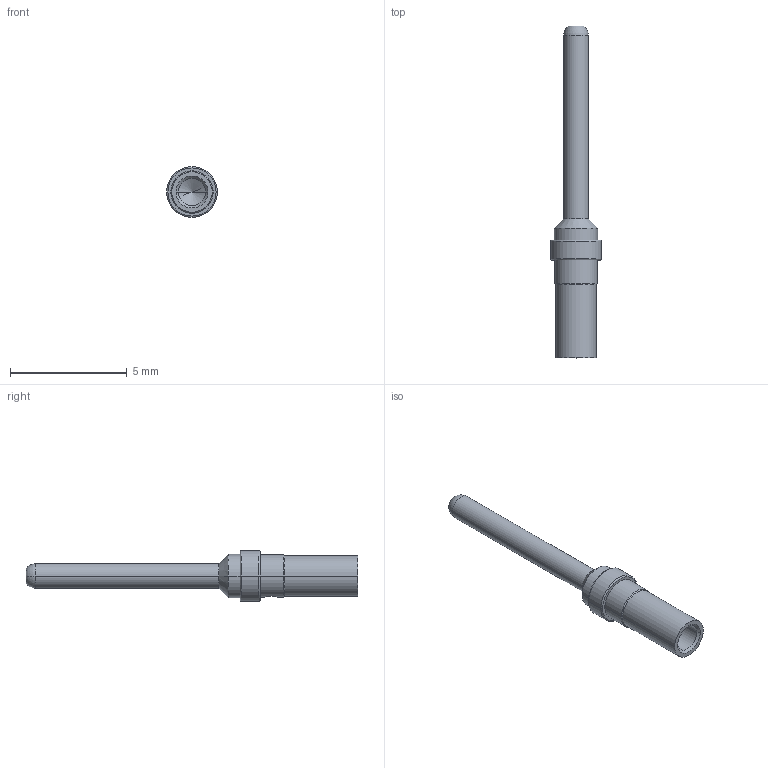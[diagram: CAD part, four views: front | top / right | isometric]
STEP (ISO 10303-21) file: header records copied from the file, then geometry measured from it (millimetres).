
FILE_DESCRIPTION((''),'2;1');
FILE_NAME('00171420102','2019-09-05T',('presta_be4'),(''),'PRO/ENGINEER BY PARAMETRIC TECHNOLOGY CORPORATION, 2014310','PRO/ENGINEER BY PARAMETRIC TECHNOLOGY CORPORATION, 2014310','');
FILE_SCHEMA(('CONFIG_CONTROL_DESIGN'));
Length unit declared in the file: millimetre
Products named in the file (1): 00171420102
Bounding box: 2.17 x 14.2 x 2.17 mm (x, y, z)
Volume: 17.1 mm3; surface area: 83.3 mm2
Topology: 1 solids, 1 shells, 32 faces, 66 edges, 37 vertices
Faces by surface type: cylinder 14, cone 8, plane 4, torus 4, sphere 2
Entity records: 1048 total; most frequent: CARTESIAN_POINT 317, DIRECTION 162, ORIENTED_EDGE 128, AXIS2_PLACEMENT_3D 70, EDGE_CURVE 64, CIRCLE 38, VERTEX_POINT 37, EDGE_LOOP 37
